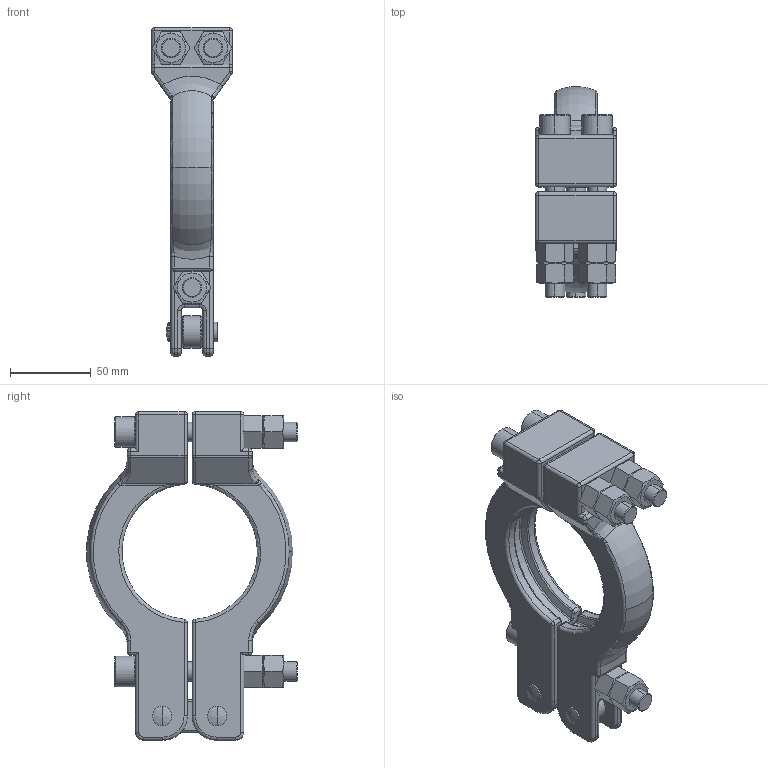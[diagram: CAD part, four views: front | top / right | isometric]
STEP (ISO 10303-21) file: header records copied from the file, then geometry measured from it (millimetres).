
FILE_DESCRIPTION (( 'STEP AP214' ), '1' );
FILE_NAME ('CL.AS8.0300 BLOCK.STEP', '2019-04-16T08:01:57', ( '' ), ( '' ), 'SwSTEP 2.0', 'SolidWorks 2019', '' );
FILE_SCHEMA (( 'AUTOMOTIVE_DESIGN' ));
Length unit declared in the file: millimetre
Products named in the file (1): CL.AS8.0300 BLOCK
Bounding box: 50 x 130.16 x 203 mm (x, y, z)
Volume: 381317.7 mm3; surface area: 90189.8 mm2
Topology: 4 solids, 4 shells, 511 faces, 1183 edges, 674 vertices
Faces by surface type: cylinder 172, plane 131, cone 54, sphere 53, bspline 52, torus 49
Entity records: 16002 total; most frequent: CARTESIAN_POINT 4553, DIRECTION 2534, ORIENTED_EDGE 2312, EDGE_CURVE 1156, AXIS2_PLACEMENT_3D 1037, VERTEX_POINT 674, CIRCLE 577, EDGE_LOOP 548
